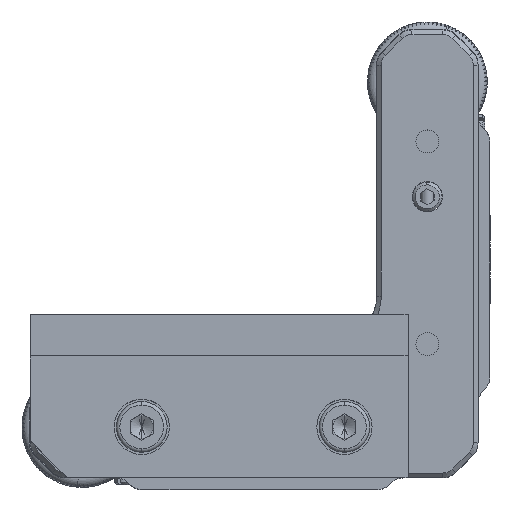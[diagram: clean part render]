
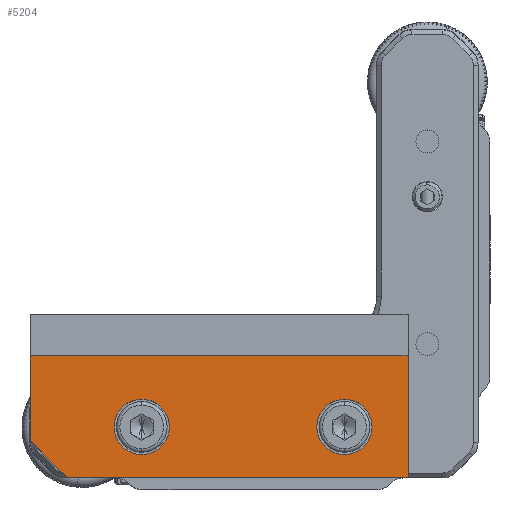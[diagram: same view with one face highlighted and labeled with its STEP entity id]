
A CAD part, top view. The second image highlights one B-rep face of the part: STEP entity #5204.
In plain terms, the highlighted planar face has unit normal (0, 0, 1).
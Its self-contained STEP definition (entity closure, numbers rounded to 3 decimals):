
#1684 = EDGE_CURVE ( 'NONE', #33909, #6868, #33527, .T. ) ;
#2051 = CARTESIAN_POINT ( 'NONE',  ( -20.9, -23.7, 6.4 ) ) ;
#2567 = VERTEX_POINT ( 'NONE', #32900 ) ;
#2715 = EDGE_CURVE ( 'NONE', #17836, #14202, #7605, .T. ) ;
#3196 = ORIENTED_EDGE ( 'NONE', *, *, #5302, .F. ) ;
#4114 = VERTEX_POINT ( 'NONE', #30068 ) ;
#4321 = EDGE_CURVE ( 'NONE', #6868, #14202, #29116, .T. ) ;
#4524 = VECTOR ( 'NONE', #5216, 1000. ) ;
#4613 = ORIENTED_EDGE ( 'NONE', *, *, #22763, .F. ) ;
#4914 = CARTESIAN_POINT ( 'NONE',  ( 16.1, -23.7, 6.4 ) ) ;
#5204 = ADVANCED_FACE ( 'NONE', ( #30302, #24601, #32324 ), #7123, .F. ) ;
#5216 = DIRECTION ( 'NONE',  ( 0., 1., 0. ) ) ;
#5302 = EDGE_CURVE ( 'NONE', #33909, #17591, #15593, .T. ) ;
#6868 = VERTEX_POINT ( 'NONE', #19039 ) ;
#7123 = PLANE ( 'NONE',  #27004 ) ;
#7249 = CARTESIAN_POINT ( 'NONE',  ( -24.9, -23.7, 6.4 ) ) ;
#7587 = VECTOR ( 'NONE', #26359, 1000. ) ;
#7605 = LINE ( 'NONE', #7249, #11633 ) ;
#7855 = CARTESIAN_POINT ( 'NONE',  ( 16.1, -23.7, 6.4 ) ) ;
#7964 = DIRECTION ( 'NONE',  ( 0., 1., 0. ) ) ;
#8149 = DIRECTION ( 'NONE',  ( 0., 0., 1. ) ) ;
#8446 = LINE ( 'NONE', #27759, #26701 ) ;
#8661 = DIRECTION ( 'NONE',  ( 0., 0., 1. ) ) ;
#9439 = CARTESIAN_POINT ( 'NONE',  ( 16.1, -10.5, 6.4 ) ) ;
#9472 = DIRECTION ( 'NONE',  ( 0., 1., 0. ) ) ;
#9538 = EDGE_LOOP ( 'NONE', ( #15632, #36029 ) ) ;
#9646 = EDGE_LOOP ( 'NONE', ( #17895, #12260, #3196, #28318, #9866 ) ) ;
#9866 = ORIENTED_EDGE ( 'NONE', *, *, #4321, .T. ) ;
#10068 = DIRECTION ( 'NONE',  ( 0., -1., 0. ) ) ;
#11633 = VECTOR ( 'NONE', #21599, 1000. ) ;
#11933 = EDGE_CURVE ( 'NONE', #2567, #28599, #27243, .T. ) ;
#12260 = ORIENTED_EDGE ( 'NONE', *, *, #33481, .T. ) ;
#12708 = VERTEX_POINT ( 'NONE', #20918 ) ;
#14012 = DIRECTION ( 'NONE',  ( 0., 1., 0. ) ) ;
#14154 = DIRECTION ( 'NONE',  ( 0.707, -0.707, 0. ) ) ;
#14202 = VERTEX_POINT ( 'NONE', #19570 ) ;
#14372 = DIRECTION ( 'NONE',  ( 0., 1., 0. ) ) ;
#15043 = AXIS2_PLACEMENT_3D ( 'NONE', #20246, #8661, #14372 ) ;
#15593 = LINE ( 'NONE', #4914, #31695 ) ;
#15616 = AXIS2_PLACEMENT_3D ( 'NONE', #22275, #23001, #14012 ) ;
#15632 = ORIENTED_EDGE ( 'NONE', *, *, #11933, .F. ) ;
#16079 = AXIS2_PLACEMENT_3D ( 'NONE', #32446, #23260, #9472 ) ;
#16714 = AXIS2_PLACEMENT_3D ( 'NONE', #21947, #8149, #7964 ) ;
#17591 = VERTEX_POINT ( 'NONE', #2051 ) ;
#17685 = ORIENTED_EDGE ( 'NONE', *, *, #35470, .F. ) ;
#17836 = VERTEX_POINT ( 'NONE', #21284 ) ;
#17895 = ORIENTED_EDGE ( 'NONE', *, *, #2715, .F. ) ;
#19039 = CARTESIAN_POINT ( 'NONE',  ( 16.1, -10.5, 6.4 ) ) ;
#19570 = CARTESIAN_POINT ( 'NONE',  ( -24.9, -10.5, 6.4 ) ) ;
#19688 = CARTESIAN_POINT ( 'NONE',  ( -12.8, -21.2, 6.4 ) ) ;
#20246 = CARTESIAN_POINT ( 'NONE',  ( 9.2, -18.2, 6.4 ) ) ;
#20918 = CARTESIAN_POINT ( 'NONE',  ( 9.2, -21.2, 6.4 ) ) ;
#21284 = CARTESIAN_POINT ( 'NONE',  ( -24.9, -19.7, 6.4 ) ) ;
#21599 = DIRECTION ( 'NONE',  ( 0., 1., 0. ) ) ;
#21947 = CARTESIAN_POINT ( 'NONE',  ( 9.2, -18.2, 6.4 ) ) ;
#22275 = CARTESIAN_POINT ( 'NONE',  ( -12.8, -18.2, 6.4 ) ) ;
#22763 = EDGE_CURVE ( 'NONE', #12708, #4114, #29027, .T. ) ;
#22916 = EDGE_LOOP ( 'NONE', ( #17685, #4613 ) ) ;
#23001 = DIRECTION ( 'NONE',  ( 0., 0., 1. ) ) ;
#23260 = DIRECTION ( 'NONE',  ( 0., 0., 1. ) ) ;
#24601 = FACE_OUTER_BOUND ( 'NONE', #9646, .T. ) ;
#26359 = DIRECTION ( 'NONE',  ( -1., 0., 0. ) ) ;
#26701 = VECTOR ( 'NONE', #14154, 1000. ) ;
#26994 = DIRECTION ( 'NONE',  ( 0., 0., -1. ) ) ;
#27004 = AXIS2_PLACEMENT_3D ( 'NONE', #7855, #26994, #10068 ) ;
#27243 = CIRCLE ( 'NONE', #16079, 3. ) ;
#27759 = CARTESIAN_POINT ( 'NONE',  ( -20.9, -23.7, 6.4 ) ) ;
#28318 = ORIENTED_EDGE ( 'NONE', *, *, #1684, .T. ) ;
#28599 = VERTEX_POINT ( 'NONE', #19688 ) ;
#28743 = CARTESIAN_POINT ( 'NONE',  ( 16.1, -23.7, 6.4 ) ) ;
#29027 = CIRCLE ( 'NONE', #16714, 3. ) ;
#29116 = LINE ( 'NONE', #9439, #7587 ) ;
#29136 = CIRCLE ( 'NONE', #15043, 3. ) ;
#30068 = CARTESIAN_POINT ( 'NONE',  ( 9.2, -15.2, 6.4 ) ) ;
#30302 = FACE_BOUND ( 'NONE', #22916, .T. ) ;
#31473 = CIRCLE ( 'NONE', #15616, 3. ) ;
#31695 = VECTOR ( 'NONE', #32871, 1000. ) ;
#32324 = FACE_BOUND ( 'NONE', #9538, .T. ) ;
#32446 = CARTESIAN_POINT ( 'NONE',  ( -12.8, -18.2, 6.4 ) ) ;
#32871 = DIRECTION ( 'NONE',  ( -1., 0., 0. ) ) ;
#32900 = CARTESIAN_POINT ( 'NONE',  ( -12.8, -15.2, 6.4 ) ) ;
#33481 = EDGE_CURVE ( 'NONE', #17836, #17591, #8446, .T. ) ;
#33527 = LINE ( 'NONE', #36099, #4524 ) ;
#33909 = VERTEX_POINT ( 'NONE', #28743 ) ;
#35470 = EDGE_CURVE ( 'NONE', #4114, #12708, #29136, .T. ) ;
#35486 = EDGE_CURVE ( 'NONE', #28599, #2567, #31473, .T. ) ;
#36029 = ORIENTED_EDGE ( 'NONE', *, *, #35486, .F. ) ;
#36099 = CARTESIAN_POINT ( 'NONE',  ( 16.1, -23.7, 6.4 ) ) ;
